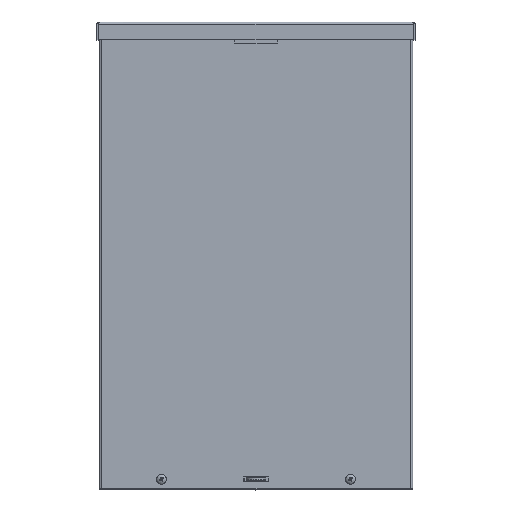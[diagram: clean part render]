
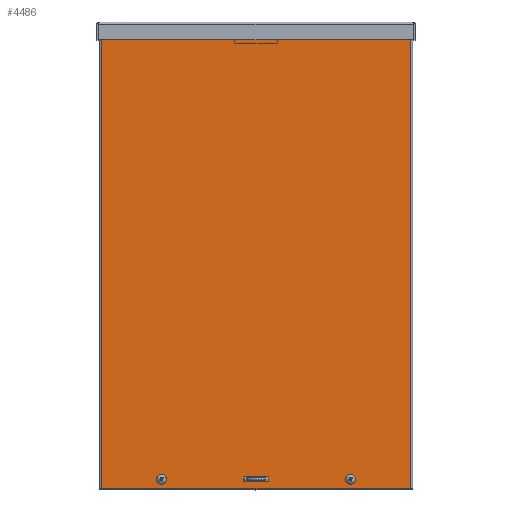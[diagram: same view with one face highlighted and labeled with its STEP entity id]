
A CAD part, top view. The second image highlights one B-rep face of the part: STEP entity #4486.
In plain terms, the highlighted face is planar.
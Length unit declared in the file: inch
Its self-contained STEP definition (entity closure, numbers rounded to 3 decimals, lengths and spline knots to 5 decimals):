
#384=LINE('',#7081,#726);
#388=LINE('',#7089,#730);
#391=LINE('',#7095,#733);
#394=LINE('',#7100,#736);
#397=LINE('',#7129,#739);
#413=LINE('',#7170,#755);
#428=LINE('',#7205,#770);
#430=LINE('',#7208,#772);
#726=VECTOR('',#5725,0.1875);
#730=VECTOR('',#5731,1.);
#733=VECTOR('',#5736,0.1875);
#736=VECTOR('',#5741,1.);
#739=VECTOR('',#5772,18.);
#755=VECTOR('',#5814,18.);
#770=VECTOR('',#5853,11.9375);
#772=VECTOR('',#5857,11.9375);
#1006=PLANE('',#4900);
#1157=FACE_BOUND('',#1717,.T.);
#1158=FACE_BOUND('',#1718,.T.);
#1159=FACE_BOUND('',#1719,.T.);
#1160=FACE_BOUND('',#1720,.T.);
#1161=FACE_BOUND('',#1721,.T.);
#1162=FACE_BOUND('',#1722,.T.);
#1717=EDGE_LOOP('',(#3570,#3571,#3572,#3573));
#1718=EDGE_LOOP('',(#3574));
#1719=EDGE_LOOP('',(#3575));
#1720=EDGE_LOOP('',(#3576));
#1721=EDGE_LOOP('',(#3577));
#1722=EDGE_LOOP('',(#3578,#3579,#3580,#3581));
#1953=CIRCLE('',#4863,0.15625);
#1955=CIRCLE('',#4866,0.15625);
#1957=CIRCLE('',#4869,0.15625);
#1959=CIRCLE('',#4872,0.15625);
#2193=VERTEX_POINT('',#7079);
#2194=VERTEX_POINT('',#7080);
#2197=VERTEX_POINT('',#7088);
#2199=VERTEX_POINT('',#7094);
#2202=VERTEX_POINT('',#7105);
#2204=VERTEX_POINT('',#7110);
#2206=VERTEX_POINT('',#7115);
#2208=VERTEX_POINT('',#7120);
#2211=VERTEX_POINT('',#7126);
#2212=VERTEX_POINT('',#7128);
#2223=VERTEX_POINT('',#7167);
#2224=VERTEX_POINT('',#7169);
#2641=EDGE_CURVE('',#2193,#2194,#384,.T.);
#2645=EDGE_CURVE('',#2197,#2193,#388,.T.);
#2648=EDGE_CURVE('',#2199,#2197,#391,.T.);
#2651=EDGE_CURVE('',#2194,#2199,#394,.T.);
#2654=EDGE_CURVE('',#2202,#2202,#1953,.T.);
#2656=EDGE_CURVE('',#2204,#2204,#1955,.T.);
#2658=EDGE_CURVE('',#2206,#2206,#1957,.T.);
#2660=EDGE_CURVE('',#2208,#2208,#1959,.T.);
#2663=EDGE_CURVE('',#2212,#2211,#397,.T.);
#2683=EDGE_CURVE('',#2224,#2223,#413,.T.);
#2701=EDGE_CURVE('',#2211,#2224,#428,.T.);
#2703=EDGE_CURVE('',#2223,#2212,#430,.T.);
#3570=ORIENTED_EDGE('',*,*,#2641,.T.);
#3571=ORIENTED_EDGE('',*,*,#2651,.T.);
#3572=ORIENTED_EDGE('',*,*,#2648,.T.);
#3573=ORIENTED_EDGE('',*,*,#2645,.T.);
#3574=ORIENTED_EDGE('',*,*,#2654,.T.);
#3575=ORIENTED_EDGE('',*,*,#2656,.T.);
#3576=ORIENTED_EDGE('',*,*,#2658,.T.);
#3577=ORIENTED_EDGE('',*,*,#2660,.T.);
#3578=ORIENTED_EDGE('',*,*,#2683,.T.);
#3579=ORIENTED_EDGE('',*,*,#2703,.T.);
#3580=ORIENTED_EDGE('',*,*,#2663,.T.);
#3581=ORIENTED_EDGE('',*,*,#2701,.T.);
#4486=ADVANCED_FACE('',(#1157,#1158,#1159,#1160,#1161,#1162),#1006,.F.);
#4863=AXIS2_PLACEMENT_3D('',#7106,#5747,#5748);
#4866=AXIS2_PLACEMENT_3D('',#7111,#5753,#5754);
#4869=AXIS2_PLACEMENT_3D('',#7116,#5759,#5760);
#4872=AXIS2_PLACEMENT_3D('',#7121,#5765,#5766);
#4900=AXIS2_PLACEMENT_3D('',#7207,#5855,#5856);
#5725=DIRECTION('',(0.,-1.,0.));
#5731=DIRECTION('',(-1.,0.,0.));
#5736=DIRECTION('',(0.,1.,0.));
#5741=DIRECTION('',(1.,0.,0.));
#5747=DIRECTION('center_axis',(0.,0.,1.));
#5748=DIRECTION('ref_axis',(1.,0.,0.));
#5753=DIRECTION('center_axis',(0.,0.,1.));
#5754=DIRECTION('ref_axis',(1.,0.,0.));
#5759=DIRECTION('center_axis',(0.,0.,1.));
#5760=DIRECTION('ref_axis',(1.,0.,0.));
#5765=DIRECTION('center_axis',(0.,0.,1.));
#5766=DIRECTION('ref_axis',(1.,0.,0.));
#5772=DIRECTION('',(0.,-1.,0.));
#5814=DIRECTION('',(0.,1.,0.));
#5853=DIRECTION('',(-1.,0.,0.));
#5855=DIRECTION('center_axis',(0.,0.,1.));
#5856=DIRECTION('ref_axis',(1.,0.,0.));
#5857=DIRECTION('',(1.,0.,0.));
#7079=CARTESIAN_POINT('',(-0.5,-8.53125,0.));
#7080=CARTESIAN_POINT('',(-0.5,-8.71875,0.));
#7081=CARTESIAN_POINT('',(-0.5,-4.26563,0.));
#7088=CARTESIAN_POINT('',(0.5,-8.53125,0.));
#7089=CARTESIAN_POINT('',(0.25,-8.53125,0.));
#7094=CARTESIAN_POINT('',(0.5,-8.71875,0.));
#7095=CARTESIAN_POINT('',(0.5,-4.35938,0.));
#7100=CARTESIAN_POINT('',(-0.25,-8.71875,0.));
#7105=CARTESIAN_POINT('',(3.5,-8.625,0.));
#7106=CARTESIAN_POINT('Origin',(3.65625,-8.625,0.));
#7110=CARTESIAN_POINT('',(3.5,8.625,0.));
#7111=CARTESIAN_POINT('Origin',(3.65625,8.625,0.));
#7115=CARTESIAN_POINT('',(-3.8125,-8.625,0.));
#7116=CARTESIAN_POINT('Origin',(-3.65625,-8.625,0.));
#7120=CARTESIAN_POINT('',(-3.8125,8.625,0.));
#7121=CARTESIAN_POINT('Origin',(-3.65625,8.625,0.));
#7126=CARTESIAN_POINT('',(5.96875,-9.,0.));
#7128=CARTESIAN_POINT('',(5.96875,9.,0.));
#7129=CARTESIAN_POINT('',(5.96875,4.5,0.));
#7167=CARTESIAN_POINT('',(-5.96875,9.,0.));
#7169=CARTESIAN_POINT('',(-5.96875,-9.,0.));
#7170=CARTESIAN_POINT('',(-5.96875,-4.5,0.));
#7205=CARTESIAN_POINT('',(6.,-9.,0.));
#7207=CARTESIAN_POINT('Origin',(0.,0.,
0.));
#7208=CARTESIAN_POINT('',(-6.,9.,0.));
